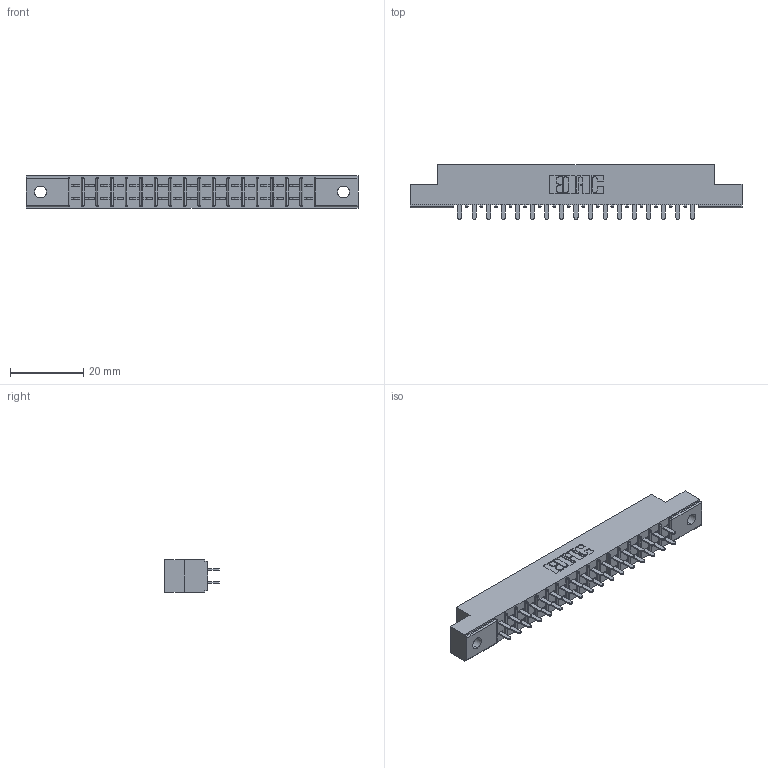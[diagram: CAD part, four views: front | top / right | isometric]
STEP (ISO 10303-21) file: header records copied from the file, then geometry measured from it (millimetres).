
FILE_DESCRIPTION (( 'STEP AP203' ), '1' );
FILE_NAME ('315-034-521-202.STEP', '2019-09-10T15:54:23', ( '' ), ( '' ), 'SwSTEP 2.0', 'SolidWorks 2016', '' );
FILE_SCHEMA (( 'CONFIG_CONTROL_DESIGN' ));
Length unit declared in the file: inch
Products named in the file (3): 305 Part_.128 Dia; 305-290-001_521; 315-034-521-202
Assembly tree (35 placements, depth 2):
  315-034-521-202
    305 Part_.128 Dia
    305-290-001_521  x34
Bounding box: 90.37 x 14.86 x 8.71 mm (x, y, z)
Volume: 5611.3 mm3; surface area: 9896.3 mm2
Topology: 35 solids, 35 shells, 1680 faces, 4787 edges, 3098 vertices
Faces by surface type: plane 986, cylinder 626, sphere 68
Entity records: 21332 total; most frequent: CARTESIAN_POINT 3529, ORIENTED_EDGE 3498, DIRECTION 3433, EDGE_CURVE 1749, LINE 1389, VECTOR 1389, VERTEX_POINT 1118, AXIS2_PLACEMENT_3D 1022
